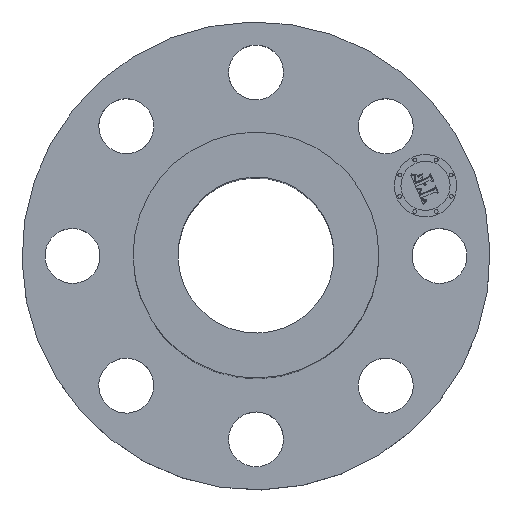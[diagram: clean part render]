
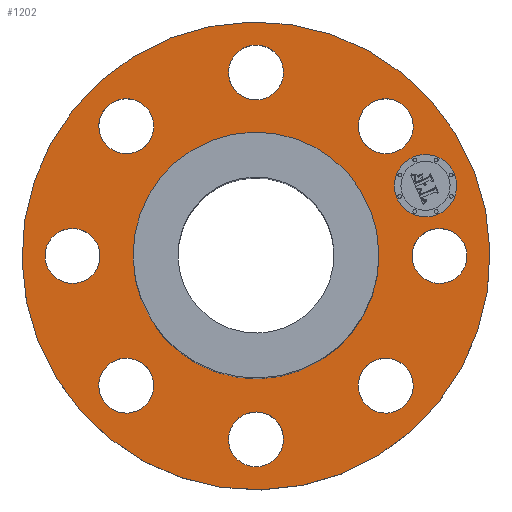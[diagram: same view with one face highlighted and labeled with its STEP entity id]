
A CAD part, top view. The second image highlights one B-rep face of the part: STEP entity #1202.
In plain terms, the highlighted planar face has unit normal (0, 0, 1).
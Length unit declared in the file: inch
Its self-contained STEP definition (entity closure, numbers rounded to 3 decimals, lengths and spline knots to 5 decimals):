
#51=AXIS2_PLACEMENT_3D('Circle Axis2P3D',#49,#50,$) ;
#366=AXIS2_PLACEMENT_3D('Circle Axis2P3D',#364,#365,$) ;
#391=AXIS2_PLACEMENT_3D('Circle Axis2P3D',#389,#390,$) ;
#410=AXIS2_PLACEMENT_3D('Circle Axis2P3D',#408,#409,$) ;
#427=AXIS2_PLACEMENT_3D('Circle Axis2P3D',#425,#426,$) ;
#462=AXIS2_PLACEMENT_3D('Circle Axis2P3D',#460,#461,$) ;
#845=AXIS2_PLACEMENT_3D('Circle Axis2P3D',#843,#844,$) ;
#864=AXIS2_PLACEMENT_3D('Circle Axis2P3D',#862,#863,$) ;
#889=AXIS2_PLACEMENT_3D('Circle Axis2P3D',#887,#888,$) ;
#908=AXIS2_PLACEMENT_3D('Circle Axis2P3D',#906,#907,$) ;
#933=AXIS2_PLACEMENT_3D('Circle Axis2P3D',#931,#932,$) ;
#952=AXIS2_PLACEMENT_3D('Circle Axis2P3D',#950,#951,$) ;
#977=AXIS2_PLACEMENT_3D('Circle Axis2P3D',#975,#976,$) ;
#996=AXIS2_PLACEMENT_3D('Circle Axis2P3D',#994,#995,$) ;
#1021=AXIS2_PLACEMENT_3D('Circle Axis2P3D',#1019,#1020,$) ;
#1040=AXIS2_PLACEMENT_3D('Circle Axis2P3D',#1038,#1039,$) ;
#1065=AXIS2_PLACEMENT_3D('Circle Axis2P3D',#1063,#1064,$) ;
#1084=AXIS2_PLACEMENT_3D('Circle Axis2P3D',#1082,#1083,$) ;
#1109=AXIS2_PLACEMENT_3D('Circle Axis2P3D',#1107,#1108,$) ;
#1128=AXIS2_PLACEMENT_3D('Circle Axis2P3D',#1126,#1127,$) ;
#1142=AXIS2_PLACEMENT_3D('Plane Axis2P3D',#1139,#1140,#1141) ;
#1186=AXIS2_PLACEMENT_3D('Circle Axis2P3D',#1184,#1185,$) ;
#1195=AXIS2_PLACEMENT_3D('Circle Axis2P3D',#1193,#1194,$) ;
#44=CARTESIAN_POINT('Vertex',(2.55386,-0.21095,0.9375)) ;
#49=CARTESIAN_POINT('Axis2P3D Location',(2.94,0.,0.9375)) ;
#53=CARTESIAN_POINT('Vertex',(3.32614,0.21095,0.9375)) ;
#364=CARTESIAN_POINT('Axis2P3D Location',(2.94,0.,0.9375)) ;
#386=CARTESIAN_POINT('Vertex',(-1.79785,-3.29093,0.9375)) ;
#389=CARTESIAN_POINT('Axis2P3D Location',(0.,0.,0.9375)) ;
#393=CARTESIAN_POINT('Vertex',(1.79785,3.29093,0.9375)) ;
#408=CARTESIAN_POINT('Axis2P3D Location',(0.,0.,0.9375)) ;
#425=CARTESIAN_POINT('Axis2P3D Location',(0.,0.,0.9375)) ;
#429=CARTESIAN_POINT('Vertex',(0.94447,1.72884,0.9375)) ;
#431=CARTESIAN_POINT('Vertex',(-0.94447,-1.72884,0.9375)) ;
#460=CARTESIAN_POINT('Axis2P3D Location',(0.,0.,0.9375)) ;
#840=CARTESIAN_POINT('Vertex',(1.65669,-1.95502,0.9375)) ;
#843=CARTESIAN_POINT('Axis2P3D Location',(2.07889,-2.07889,0.9375)) ;
#847=CARTESIAN_POINT('Vertex',(2.5011,-2.20277,0.9375)) ;
#862=CARTESIAN_POINT('Axis2P3D Location',(2.07889,-2.07889,0.9375)) ;
#884=CARTESIAN_POINT('Vertex',(-0.21095,-2.55386,0.9375)) ;
#887=CARTESIAN_POINT('Axis2P3D Location',(0.,-2.94,0.9375)) ;
#891=CARTESIAN_POINT('Vertex',(0.21095,-3.32614,0.9375)) ;
#906=CARTESIAN_POINT('Axis2P3D Location',(0.,-2.94,0.9375)) ;
#928=CARTESIAN_POINT('Vertex',(-1.95502,-1.65669,0.9375)) ;
#931=CARTESIAN_POINT('Axis2P3D Location',(-2.07889,-2.07889,0.9375)) ;
#935=CARTESIAN_POINT('Vertex',(-2.20277,-2.5011,0.9375)) ;
#950=CARTESIAN_POINT('Axis2P3D Location',(-2.07889,-2.07889,0.9375)) ;
#972=CARTESIAN_POINT('Vertex',(-2.55386,0.21095,0.9375)) ;
#975=CARTESIAN_POINT('Axis2P3D Location',(-2.94,0.,0.9375)) ;
#979=CARTESIAN_POINT('Vertex',(-3.32614,-0.21095,0.9375)) ;
#994=CARTESIAN_POINT('Axis2P3D Location',(-2.94,0.,0.9375)) ;
#1016=CARTESIAN_POINT('Vertex',(-1.65669,1.95502,0.9375)) ;
#1019=CARTESIAN_POINT('Axis2P3D Location',(-2.07889,2.07889,0.9375)) ;
#1023=CARTESIAN_POINT('Vertex',(-2.5011,2.20277,0.9375)) ;
#1038=CARTESIAN_POINT('Axis2P3D Location',(-2.07889,2.07889,0.9375)) ;
#1060=CARTESIAN_POINT('Vertex',(0.21095,2.55386,0.9375)) ;
#1063=CARTESIAN_POINT('Axis2P3D Location',(0.,2.94,0.9375)) ;
#1067=CARTESIAN_POINT('Vertex',(-0.21095,3.32614,0.9375)) ;
#1082=CARTESIAN_POINT('Axis2P3D Location',(0.,2.94,0.9375)) ;
#1104=CARTESIAN_POINT('Vertex',(1.95502,1.65669,0.9375)) ;
#1107=CARTESIAN_POINT('Axis2P3D Location',(2.07889,2.07889,0.9375)) ;
#1111=CARTESIAN_POINT('Vertex',(2.20277,2.5011,0.9375)) ;
#1126=CARTESIAN_POINT('Axis2P3D Location',(2.07889,2.07889,0.9375)) ;
#1139=CARTESIAN_POINT('Axis2P3D Location',(0.,3.75,0.9375)) ;
#1184=CARTESIAN_POINT('Axis2P3D Location',(2.71621,1.12509,0.9375)) ;
#1188=CARTESIAN_POINT('Vertex',(2.90755,0.66315,0.9375)) ;
#1190=CARTESIAN_POINT('Vertex',(2.52486,1.58703,0.9375)) ;
#1193=CARTESIAN_POINT('Axis2P3D Location',(2.71621,1.12509,0.9375)) ;
#50=DIRECTION('Axis2P3D Direction',(0.,-0.,0.039)) ;
#365=DIRECTION('Axis2P3D Direction',(0.,-0.,0.039)) ;
#390=DIRECTION('Axis2P3D Direction',(0.,0.,-0.039)) ;
#409=DIRECTION('Axis2P3D Direction',(0.,0.,-0.039)) ;
#426=DIRECTION('Axis2P3D Direction',(0.,0.,-0.039)) ;
#461=DIRECTION('Axis2P3D Direction',(0.,0.,-0.039)) ;
#844=DIRECTION('Axis2P3D Direction',(-0.,0.,0.039)) ;
#863=DIRECTION('Axis2P3D Direction',(-0.,0.,0.039)) ;
#888=DIRECTION('Axis2P3D Direction',(-0.,0.,0.039)) ;
#907=DIRECTION('Axis2P3D Direction',(-0.,0.,0.039)) ;
#932=DIRECTION('Axis2P3D Direction',(0.,0.,0.039)) ;
#951=DIRECTION('Axis2P3D Direction',(0.,0.,0.039)) ;
#976=DIRECTION('Axis2P3D Direction',(0.,0.,0.039)) ;
#995=DIRECTION('Axis2P3D Direction',(0.,0.,0.039)) ;
#1020=DIRECTION('Axis2P3D Direction',(0.,0.,0.039)) ;
#1039=DIRECTION('Axis2P3D Direction',(0.,0.,0.039)) ;
#1064=DIRECTION('Axis2P3D Direction',(0.,0.,0.039)) ;
#1083=DIRECTION('Axis2P3D Direction',(0.,0.,0.039)) ;
#1108=DIRECTION('Axis2P3D Direction',(0.,-0.,0.039)) ;
#1127=DIRECTION('Axis2P3D Direction',(0.,-0.,0.039)) ;
#1140=DIRECTION('Axis2P3D Direction',(0.,0.,-0.039)) ;
#1141=DIRECTION('Axis2P3D XDirection',(0.039,0.,0.)) ;
#1185=DIRECTION('Axis2P3D Direction',(0.,0.,-0.039)) ;
#1194=DIRECTION('Axis2P3D Direction',(0.,0.,-0.039)) ;
#1145=ORIENTED_EDGE('',*,*,#412,.F.) ;
#1146=ORIENTED_EDGE('',*,*,#395,.F.) ;
#1149=ORIENTED_EDGE('',*,*,#55,.T.) ;
#1150=ORIENTED_EDGE('',*,*,#368,.T.) ;
#1153=ORIENTED_EDGE('',*,*,#464,.T.) ;
#1154=ORIENTED_EDGE('',*,*,#433,.T.) ;
#1157=ORIENTED_EDGE('',*,*,#866,.T.) ;
#1158=ORIENTED_EDGE('',*,*,#849,.T.) ;
#1161=ORIENTED_EDGE('',*,*,#910,.T.) ;
#1162=ORIENTED_EDGE('',*,*,#893,.T.) ;
#1165=ORIENTED_EDGE('',*,*,#954,.T.) ;
#1166=ORIENTED_EDGE('',*,*,#937,.T.) ;
#1169=ORIENTED_EDGE('',*,*,#998,.T.) ;
#1170=ORIENTED_EDGE('',*,*,#981,.T.) ;
#1173=ORIENTED_EDGE('',*,*,#1042,.T.) ;
#1174=ORIENTED_EDGE('',*,*,#1025,.T.) ;
#1177=ORIENTED_EDGE('',*,*,#1086,.T.) ;
#1178=ORIENTED_EDGE('',*,*,#1069,.T.) ;
#1181=ORIENTED_EDGE('',*,*,#1130,.T.) ;
#1182=ORIENTED_EDGE('',*,*,#1113,.T.) ;
#1199=ORIENTED_EDGE('',*,*,#1192,.F.) ;
#1200=ORIENTED_EDGE('',*,*,#1197,.F.) ;
#1151=FACE_BOUND('',#1148,.T.) ;
#1155=FACE_BOUND('',#1152,.T.) ;
#1159=FACE_BOUND('',#1156,.T.) ;
#1163=FACE_BOUND('',#1160,.T.) ;
#1167=FACE_BOUND('',#1164,.T.) ;
#1171=FACE_BOUND('',#1168,.T.) ;
#1175=FACE_BOUND('',#1172,.T.) ;
#1179=FACE_BOUND('',#1176,.T.) ;
#1183=FACE_BOUND('',#1180,.T.) ;
#1201=FACE_BOUND('',#1198,.T.) ;
#1202=ADVANCED_FACE('PartBody',(#1147,#1151,#1155,#1159,#1163,#1167,#1171,#1175,#1179,#1183,#1201),#1143,.F.) ;
#52=CIRCLE('generated circle',#51,0.44) ;
#367=CIRCLE('generated circle',#366,0.44) ;
#392=CIRCLE('generated circle',#391,3.75) ;
#411=CIRCLE('generated circle',#410,3.75) ;
#428=CIRCLE('generated circle',#427,1.97) ;
#463=CIRCLE('generated circle',#462,1.97) ;
#846=CIRCLE('generated circle',#845,0.44) ;
#865=CIRCLE('generated circle',#864,0.44) ;
#890=CIRCLE('generated circle',#889,0.44) ;
#909=CIRCLE('generated circle',#908,0.44) ;
#934=CIRCLE('generated circle',#933,0.44) ;
#953=CIRCLE('generated circle',#952,0.44) ;
#978=CIRCLE('generated circle',#977,0.44) ;
#997=CIRCLE('generated circle',#996,0.44) ;
#1022=CIRCLE('generated circle',#1021,0.44) ;
#1041=CIRCLE('generated circle',#1040,0.44) ;
#1066=CIRCLE('generated circle',#1065,0.44) ;
#1085=CIRCLE('generated circle',#1084,0.44) ;
#1110=CIRCLE('generated circle',#1109,0.44) ;
#1129=CIRCLE('generated circle',#1128,0.44) ;
#1187=CIRCLE('generated circle',#1186,0.5) ;
#1196=CIRCLE('generated circle',#1195,0.5) ;
#55=EDGE_CURVE('',#54,#45,#52,.F.) ;
#368=EDGE_CURVE('',#45,#54,#367,.F.) ;
#395=EDGE_CURVE('',#387,#394,#392,.T.) ;
#412=EDGE_CURVE('',#394,#387,#411,.T.) ;
#433=EDGE_CURVE('',#430,#432,#428,.T.) ;
#464=EDGE_CURVE('',#432,#430,#463,.T.) ;
#849=EDGE_CURVE('',#848,#841,#846,.F.) ;
#866=EDGE_CURVE('',#841,#848,#865,.F.) ;
#893=EDGE_CURVE('',#892,#885,#890,.F.) ;
#910=EDGE_CURVE('',#885,#892,#909,.F.) ;
#937=EDGE_CURVE('',#936,#929,#934,.F.) ;
#954=EDGE_CURVE('',#929,#936,#953,.F.) ;
#981=EDGE_CURVE('',#980,#973,#978,.F.) ;
#998=EDGE_CURVE('',#973,#980,#997,.F.) ;
#1025=EDGE_CURVE('',#1024,#1017,#1022,.F.) ;
#1042=EDGE_CURVE('',#1017,#1024,#1041,.F.) ;
#1069=EDGE_CURVE('',#1068,#1061,#1066,.F.) ;
#1086=EDGE_CURVE('',#1061,#1068,#1085,.F.) ;
#1113=EDGE_CURVE('',#1112,#1105,#1110,.F.) ;
#1130=EDGE_CURVE('',#1105,#1112,#1129,.F.) ;
#1192=EDGE_CURVE('',#1189,#1191,#1187,.F.) ;
#1197=EDGE_CURVE('',#1191,#1189,#1196,.F.) ;
#1144=EDGE_LOOP('',(#1145,#1146)) ;
#1148=EDGE_LOOP('',(#1149,#1150)) ;
#1152=EDGE_LOOP('',(#1153,#1154)) ;
#1156=EDGE_LOOP('',(#1157,#1158)) ;
#1160=EDGE_LOOP('',(#1161,#1162)) ;
#1164=EDGE_LOOP('',(#1165,#1166)) ;
#1168=EDGE_LOOP('',(#1169,#1170)) ;
#1172=EDGE_LOOP('',(#1173,#1174)) ;
#1176=EDGE_LOOP('',(#1177,#1178)) ;
#1180=EDGE_LOOP('',(#1181,#1182)) ;
#1198=EDGE_LOOP('',(#1199,#1200)) ;
#1147=FACE_OUTER_BOUND('',#1144,.T.) ;
#1143=PLANE('',#1142) ;
#45=VERTEX_POINT('',#44) ;
#54=VERTEX_POINT('',#53) ;
#387=VERTEX_POINT('',#386) ;
#394=VERTEX_POINT('',#393) ;
#430=VERTEX_POINT('',#429) ;
#432=VERTEX_POINT('',#431) ;
#841=VERTEX_POINT('',#840) ;
#848=VERTEX_POINT('',#847) ;
#885=VERTEX_POINT('',#884) ;
#892=VERTEX_POINT('',#891) ;
#929=VERTEX_POINT('',#928) ;
#936=VERTEX_POINT('',#935) ;
#973=VERTEX_POINT('',#972) ;
#980=VERTEX_POINT('',#979) ;
#1017=VERTEX_POINT('',#1016) ;
#1024=VERTEX_POINT('',#1023) ;
#1061=VERTEX_POINT('',#1060) ;
#1068=VERTEX_POINT('',#1067) ;
#1105=VERTEX_POINT('',#1104) ;
#1112=VERTEX_POINT('',#1111) ;
#1189=VERTEX_POINT('',#1188) ;
#1191=VERTEX_POINT('',#1190) ;
